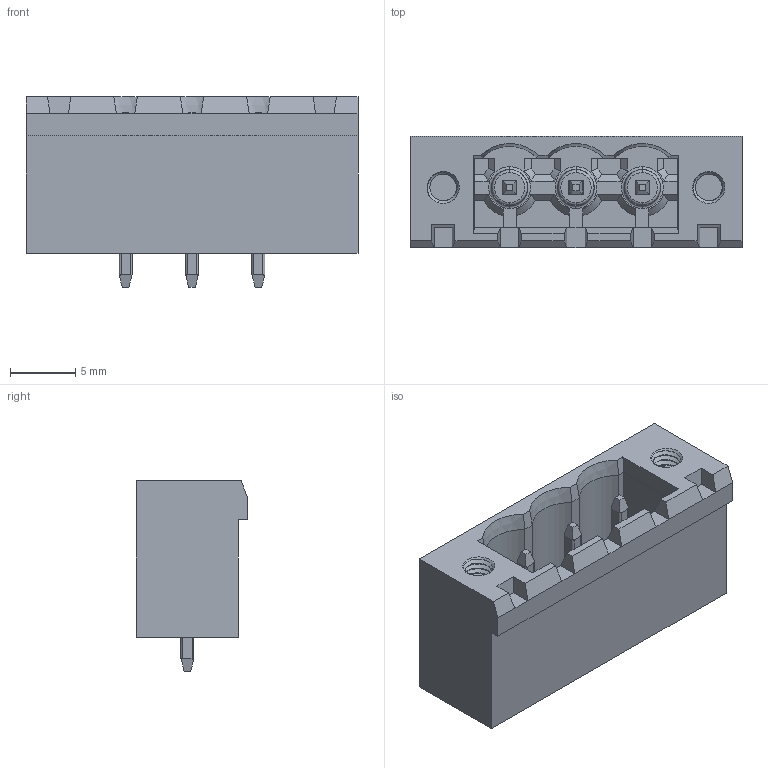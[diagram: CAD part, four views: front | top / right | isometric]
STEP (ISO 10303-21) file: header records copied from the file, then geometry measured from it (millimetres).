
FILE_DESCRIPTION((''),'2;1');
FILE_NAME('WJ2EDGVM-THT-508-03P','2017-03-16T',('QZY'),(''),'CREO PARAMETRIC BY PTC INC, 2014440','CREO PARAMETRIC BY PTC INC, 2014440','');
FILE_SCHEMA(('CONFIG_CONTROL_DESIGN'));
Length unit declared in the file: millimetre
Products named in the file (1): WJ2EDGVM-THT-508-03P
Bounding box: 25.4 x 8.5 x 14.6 mm (x, y, z)
Volume: 1328.5 mm3; surface area: 2321.4 mm2
Topology: 1 solids, 1 shells, 414 faces, 1087 edges, 693 vertices
Faces by surface type: plane 261, cylinder 82, cone 39, bspline 14, torus 12, sphere 6
Entity records: 18278 total; most frequent: CARTESIAN_POINT 6843, ORIENTED_EDGE 2162, DIRECTION 1828, EDGE_CURVE 1081, VECTOR 722, LINE 722, VERTEX_POINT 693, AXIS2_PLACEMENT_3D 553
